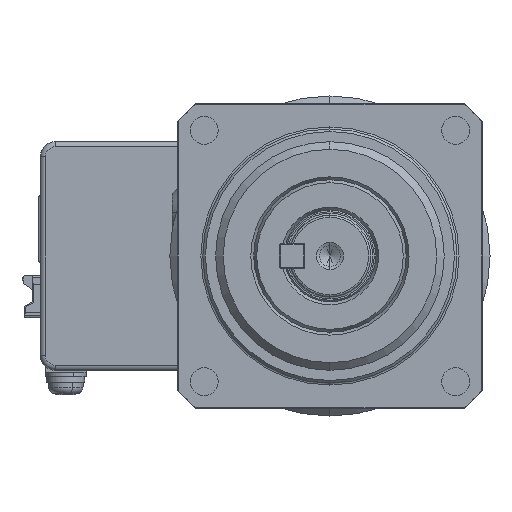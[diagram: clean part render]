
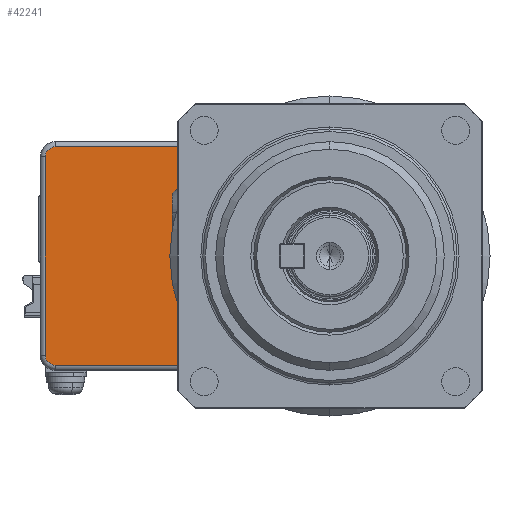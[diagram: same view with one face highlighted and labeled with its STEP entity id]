
A CAD part, left-side view. The second image highlights one B-rep face of the part: STEP entity #42241.
In plain terms, the highlighted planar face has unit normal (-1, 0, 0).
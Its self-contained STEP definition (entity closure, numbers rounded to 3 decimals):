
#149 = EDGE_CURVE ( 'NONE', #41119, #74744, #62969, .T. ) ;
#409 = LINE ( 'NONE', #45224, #54414 ) ;
#4634 = EDGE_LOOP ( 'NONE', ( #131674, #7941, #133437, #7624, #79738, #99418 ) ) ;
#7624 = ORIENTED_EDGE ( 'NONE', *, *, #149, .T. ) ;
#7941 = ORIENTED_EDGE ( 'NONE', *, *, #131806, .T. ) ;
#14121 = LINE ( 'NONE', #83852, #96729 ) ;
#20173 = AXIS2_PLACEMENT_3D ( 'NONE', #108500, #79281, #133492 ) ;
#26352 = LINE ( 'NONE', #123143, #127486 ) ;
#26585 = FACE_OUTER_BOUND ( 'NONE', #4634, .T. ) ;
#29535 = DIRECTION ( 'NONE',  ( 0., 0., -1. ) ) ;
#31085 = VERTEX_POINT ( 'NONE', #94610 ) ;
#32147 = CARTESIAN_POINT ( 'NONE',  ( -47., 82.5, -50. ) ) ;
#40256 = DIRECTION ( 'NONE',  ( -1., 0., 0. ) ) ;
#41119 = VERTEX_POINT ( 'NONE', #120456 ) ;
#42241 = ADVANCED_FACE ( 'NONE', ( #26585 ), #86832, .F. ) ;
#45224 = CARTESIAN_POINT ( 'NONE',  ( -47., 84.5, 0. ) ) ;
#54414 = VECTOR ( 'NONE', #56033, 1000. ) ;
#54756 = AXIS2_PLACEMENT_3D ( 'NONE', #116005, #40256, #71331 ) ;
#56033 = DIRECTION ( 'NONE',  ( 0., 0., -1. ) ) ;
#57538 = CARTESIAN_POINT ( 'NONE',  ( -47., 82.5, -7. ) ) ;
#62969 = LINE ( 'NONE', #57538, #106655 ) ;
#64337 = VERTEX_POINT ( 'NONE', #116024 ) ;
#71331 = DIRECTION ( 'NONE',  ( 0., 0., -1. ) ) ;
#71988 = CARTESIAN_POINT ( 'NONE',  ( -47., 82.5, -9. ) ) ;
#74744 = VERTEX_POINT ( 'NONE', #139058 ) ;
#79281 = DIRECTION ( 'NONE',  ( 1., 0., 0. ) ) ;
#79738 = ORIENTED_EDGE ( 'NONE', *, *, #94173, .T. ) ;
#83239 = DIRECTION ( 'NONE',  ( -1., 0., 0. ) ) ;
#83379 = DIRECTION ( 'NONE',  ( 0., 0., -1. ) ) ;
#83852 = CARTESIAN_POINT ( 'NONE',  ( -47., 57.5, 0. ) ) ;
#84110 = CIRCLE ( 'NONE', #54756, 2. ) ;
#86832 = PLANE ( 'NONE',  #20173 ) ;
#89366 = CIRCLE ( 'NONE', #137915, 2. ) ;
#89507 = DIRECTION ( 'NONE',  ( 0., 1., 0. ) ) ;
#94173 = EDGE_CURVE ( 'NONE', #74744, #108753, #89366, .T. ) ;
#94610 = CARTESIAN_POINT ( 'NONE',  ( -47., 57.5, -50. ) ) ;
#96729 = VECTOR ( 'NONE', #83379, 1000. ) ;
#99418 = ORIENTED_EDGE ( 'NONE', *, *, #100557, .T. ) ;
#100557 = EDGE_CURVE ( 'NONE', #108753, #64337, #409, .T. ) ;
#106655 = VECTOR ( 'NONE', #89507, 1000. ) ;
#108434 = CARTESIAN_POINT ( 'NONE',  ( -47., 84.5, -9. ) ) ;
#108500 = CARTESIAN_POINT ( 'NONE',  ( -47., 0., 0. ) ) ;
#108753 = VERTEX_POINT ( 'NONE', #108434 ) ;
#110265 = EDGE_CURVE ( 'NONE', #64337, #110939, #84110, .T. ) ;
#110939 = VERTEX_POINT ( 'NONE', #32147 ) ;
#116005 = CARTESIAN_POINT ( 'NONE',  ( -47., 82.5, -48. ) ) ;
#116024 = CARTESIAN_POINT ( 'NONE',  ( -47., 84.5, -48. ) ) ;
#120456 = CARTESIAN_POINT ( 'NONE',  ( -47., 57.5, -7. ) ) ;
#122691 = DIRECTION ( 'NONE',  ( 0., -1., 0. ) ) ;
#123143 = CARTESIAN_POINT ( 'NONE',  ( -47., 0., -50. ) ) ;
#127486 = VECTOR ( 'NONE', #122691, 1000. ) ;
#131674 = ORIENTED_EDGE ( 'NONE', *, *, #110265, .T. ) ;
#131806 = EDGE_CURVE ( 'NONE', #110939, #31085, #26352, .T. ) ;
#133437 = ORIENTED_EDGE ( 'NONE', *, *, #133474, .F. ) ;
#133474 = EDGE_CURVE ( 'NONE', #41119, #31085, #14121, .T. ) ;
#133492 = DIRECTION ( 'NONE',  ( 0., 0., -1. ) ) ;
#137915 = AXIS2_PLACEMENT_3D ( 'NONE', #71988, #83239, #29535 ) ;
#139058 = CARTESIAN_POINT ( 'NONE',  ( -47., 82.5, -7. ) ) ;
